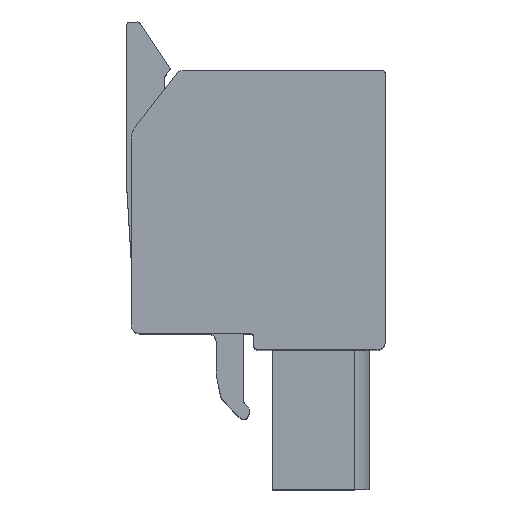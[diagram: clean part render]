
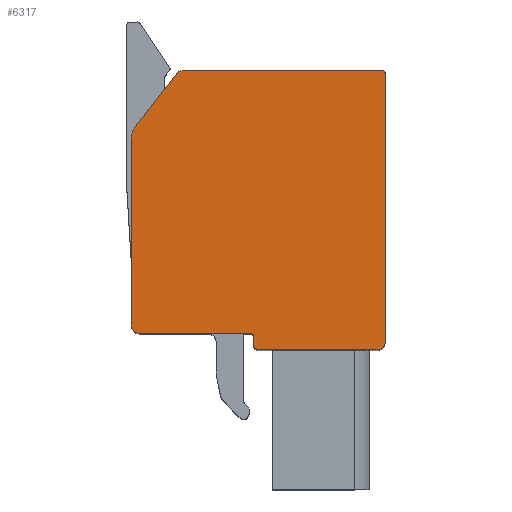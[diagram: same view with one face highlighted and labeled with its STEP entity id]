
A CAD part, top view. The second image highlights one B-rep face of the part: STEP entity #6317.
In plain terms, the highlighted planar face has unit normal (0, 0, 1).
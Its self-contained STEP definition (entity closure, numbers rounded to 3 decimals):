
#171=DIRECTION('',(1.,0.,0.));
#172=VECTOR('',#171,7.05);
#173=CARTESIAN_POINT('',(9.402,11.784,2.94));
#174=LINE('',#173,#172);
#721=CARTESIAN_POINT('',(9.402,12.084,2.94));
#722=DIRECTION('',(0.,0.,1.));
#723=DIRECTION('',(-1.,0.,0.));
#724=AXIS2_PLACEMENT_3D('',#721,#722,#723);
#726=DIRECTION('',(0.,-1.,0.));
#727=VECTOR('',#726,0.5);
#728=CARTESIAN_POINT('',(9.102,12.584,2.94));
#729=LINE('',#728,#727);
#730=CARTESIAN_POINT('',(8.902,12.584,2.94));
#731=DIRECTION('',(0.,0.,-1.));
#732=DIRECTION('',(0.,1.,0.));
#733=AXIS2_PLACEMENT_3D('',#730,#731,#732);
#735=DIRECTION('',(1.,0.,0.));
#736=VECTOR('',#735,6.61);
#737=CARTESIAN_POINT('',(2.292,12.784,2.94));
#738=LINE('',#737,#736);
#739=CARTESIAN_POINT('',(2.292,13.284,2.94));
#740=DIRECTION('',(0.,0.,1.));
#741=DIRECTION('',(-1.,0.,0.));
#742=AXIS2_PLACEMENT_3D('',#739,#740,#741);
#744=DIRECTION('',(0.,-1.,0.));
#745=VECTOR('',#744,11.132);
#746=CARTESIAN_POINT('',(1.792,24.416,2.94));
#747=LINE('',#746,#745);
#748=CARTESIAN_POINT('',(2.792,24.416,2.94));
#749=DIRECTION('',(0.,0.,1.));
#750=DIRECTION('',(-0.789,0.614,0.));
#751=AXIS2_PLACEMENT_3D('',#748,#749,#750);
#753=DIRECTION('',(-0.614,-0.789,0.));
#754=VECTOR('',#753,4.1);
#755=CARTESIAN_POINT('',(4.52,28.266,2.94));
#756=LINE('',#755,#754);
#757=CARTESIAN_POINT('',(4.915,27.959,2.94));
#758=DIRECTION('',(0.,0.,1.));
#759=DIRECTION('',(0.,1.,0.));
#760=AXIS2_PLACEMENT_3D('',#757,#758,#759);
#762=DIRECTION('',(-1.,0.,0.));
#763=VECTOR('',#762,11.838);
#764=CARTESIAN_POINT('',(16.752,28.459,2.94));
#765=LINE('',#764,#763);
#766=CARTESIAN_POINT('',(16.752,28.259,2.94));
#767=DIRECTION('',(0.,0.,1.));
#768=DIRECTION('',(1.,0.,0.));
#769=AXIS2_PLACEMENT_3D('',#766,#767,#768);
#771=DIRECTION('',(0.,1.,0.));
#772=VECTOR('',#771,15.975);
#773=CARTESIAN_POINT('',(16.952,12.284,2.94));
#774=LINE('',#773,#772);
#775=CARTESIAN_POINT('',(16.452,12.284,2.94));
#776=DIRECTION('',(0.,0.,1.));
#777=DIRECTION('',(0.,-1.,0.));
#778=AXIS2_PLACEMENT_3D('',#775,#776,#777);
#4075=CARTESIAN_POINT('',(2.003,25.03,2.94));
#4076=CARTESIAN_POINT('',(1.792,24.416,2.94));
#4077=VERTEX_POINT('',#4075);
#4078=VERTEX_POINT('',#4076);
#4079=CARTESIAN_POINT('',(1.792,13.284,2.94));
#4080=VERTEX_POINT('',#4079);
#4081=CARTESIAN_POINT('',(2.292,12.784,2.94));
#4082=VERTEX_POINT('',#4081);
#4083=CARTESIAN_POINT('',(8.902,12.784,2.94));
#4084=VERTEX_POINT('',#4083);
#4085=CARTESIAN_POINT('',(9.102,12.584,2.94));
#4086=VERTEX_POINT('',#4085);
#4087=CARTESIAN_POINT('',(9.102,12.084,2.94));
#4088=VERTEX_POINT('',#4087);
#4089=CARTESIAN_POINT('',(9.402,11.784,2.94));
#4090=VERTEX_POINT('',#4089);
#4091=CARTESIAN_POINT('',(16.452,11.784,2.94));
#4092=CARTESIAN_POINT('',(16.952,12.284,2.94));
#4093=VERTEX_POINT('',#4091);
#4094=VERTEX_POINT('',#4092);
#4095=CARTESIAN_POINT('',(16.952,28.259,2.94));
#4096=VERTEX_POINT('',#4095);
#4097=CARTESIAN_POINT('',(16.752,28.459,2.94));
#4098=VERTEX_POINT('',#4097);
#4099=CARTESIAN_POINT('',(4.915,28.459,2.94));
#4100=VERTEX_POINT('',#4099);
#4101=CARTESIAN_POINT('',(4.52,28.266,2.94));
#4102=VERTEX_POINT('',#4101);
#6283=CARTESIAN_POINT('',(0.,0.,2.94));
#6284=DIRECTION('',(0.,0.,1.));
#6285=DIRECTION('',(1.,0.,0.));
#6286=AXIS2_PLACEMENT_3D('',#6283,#6284,#6285);
#6287=PLANE('',#6286);
#6288=ORIENTED_EDGE('',*,*,#5266,.F.);
#6290=ORIENTED_EDGE('',*,*,#6289,.F.);
#6292=ORIENTED_EDGE('',*,*,#6291,.F.);
#6294=ORIENTED_EDGE('',*,*,#6293,.F.);
#6296=ORIENTED_EDGE('',*,*,#6295,.F.);
#6298=ORIENTED_EDGE('',*,*,#6297,.F.);
#6300=ORIENTED_EDGE('',*,*,#6299,.F.);
#6302=ORIENTED_EDGE('',*,*,#6301,.F.);
#6304=ORIENTED_EDGE('',*,*,#6303,.F.);
#6306=ORIENTED_EDGE('',*,*,#6305,.F.);
#6308=ORIENTED_EDGE('',*,*,#6307,.F.);
#6310=ORIENTED_EDGE('',*,*,#6309,.F.);
#6312=ORIENTED_EDGE('',*,*,#6311,.F.);
#6314=ORIENTED_EDGE('',*,*,#6313,.F.);
#6315=EDGE_LOOP('',(#6288,#6290,#6292,#6294,#6296,#6298,#6300,#6302,#6304,#6306,
#6308,#6310,#6312,#6314));
#6316=FACE_OUTER_BOUND('',#6315,.F.);
#6317=ADVANCED_FACE('',(#6316),#6287,.T.);
#725=CIRCLE('',#724,0.3);
#734=CIRCLE('',#733,0.2);
#743=CIRCLE('',#742,0.5);
#752=CIRCLE('',#751,1.);
#761=CIRCLE('',#760,0.5);
#770=CIRCLE('',#769,0.2);
#779=CIRCLE('',#778,0.5);
#5266=EDGE_CURVE('',#4090,#4093,#174,.T.);
#6289=EDGE_CURVE('',#4088,#4090,#725,.T.);
#6291=EDGE_CURVE('',#4086,#4088,#729,.T.);
#6293=EDGE_CURVE('',#4084,#4086,#734,.T.);
#6295=EDGE_CURVE('',#4082,#4084,#738,.T.);
#6297=EDGE_CURVE('',#4080,#4082,#743,.T.);
#6299=EDGE_CURVE('',#4078,#4080,#747,.T.);
#6301=EDGE_CURVE('',#4077,#4078,#752,.T.);
#6303=EDGE_CURVE('',#4102,#4077,#756,.T.);
#6305=EDGE_CURVE('',#4100,#4102,#761,.T.);
#6307=EDGE_CURVE('',#4098,#4100,#765,.T.);
#6309=EDGE_CURVE('',#4096,#4098,#770,.T.);
#6311=EDGE_CURVE('',#4094,#4096,#774,.T.);
#6313=EDGE_CURVE('',#4093,#4094,#779,.T.);
